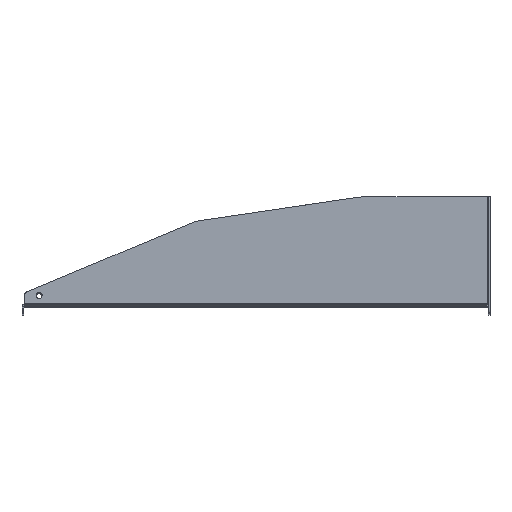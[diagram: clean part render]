
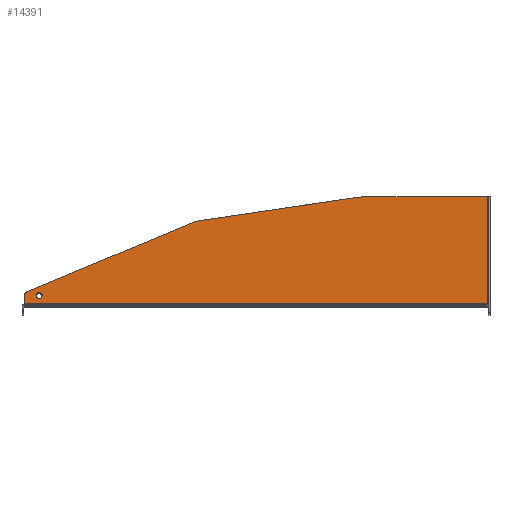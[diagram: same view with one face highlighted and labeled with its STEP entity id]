
A CAD part, top view. The second image highlights one B-rep face of the part: STEP entity #14391.
In plain terms, the highlighted planar face has unit normal (0, 0, 1).
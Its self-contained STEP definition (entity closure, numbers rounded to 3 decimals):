
#415 = DIRECTION ( 'NONE',  ( -1., 0., 0. ) ) ;
#439 = CIRCLE ( 'NONE', #4657, 2.5 ) ;
#501 = CARTESIAN_POINT ( 'NONE',  ( -174.265, 9.142, 274.55 ) ) ;
#666 = VERTEX_POINT ( 'NONE', #9107 ) ;
#727 = CARTESIAN_POINT ( 'NONE',  ( 175.8, 0.5, 274.55 ) ) ;
#1387 = LINE ( 'NONE', #5429, #1763 ) ;
#1392 = ORIENTED_EDGE ( 'NONE', *, *, #17917, .T. ) ;
#1452 = CARTESIAN_POINT ( 'NONE',  ( 175.8, 81.4, 274.55 ) ) ;
#1495 = VERTEX_POINT ( 'NONE', #2439 ) ;
#1551 = EDGE_CURVE ( 'NONE', #20370, #1495, #16920, .T. ) ;
#1763 = VECTOR ( 'NONE', #13669, 1000. ) ;
#1825 = DIRECTION ( 'NONE',  ( 0., 0., 1. ) ) ;
#1854 = DIRECTION ( 'NONE',  ( 0., 1., 0. ) ) ;
#2177 = VERTEX_POINT ( 'NONE', #15142 ) ;
#2439 = CARTESIAN_POINT ( 'NONE',  ( -167.05, 6.5, 274.55 ) ) ;
#2735 = VERTEX_POINT ( 'NONE', #1452 ) ;
#3462 = CARTESIAN_POINT ( 'NONE',  ( -173.3, 6.836, 274.55 ) ) ;
#3603 = AXIS2_PLACEMENT_3D ( 'NONE', #4725, #14839, #11533 ) ;
#3617 = VECTOR ( 'NONE', #18203, 1000. ) ;
#4102 = VERTEX_POINT ( 'NONE', #21299 ) ;
#4427 = ORIENTED_EDGE ( 'NONE', *, *, #17694, .T. ) ;
#4483 = DIRECTION ( 'NONE',  ( 1., 0., 0. ) ) ;
#4657 = AXIS2_PLACEMENT_3D ( 'NONE', #3462, #1825, #5106 ) ;
#4725 = CARTESIAN_POINT ( 'NONE',  ( -164.8, 6.5, 274.55 ) ) ;
#4927 = VERTEX_POINT ( 'NONE', #14243 ) ;
#5086 = CARTESIAN_POINT ( 'NONE',  ( 175.3, 0.5, 274.55 ) ) ;
#5106 = DIRECTION ( 'NONE',  ( -1., 0., 0. ) ) ;
#5137 = LINE ( 'NONE', #18519, #14513 ) ;
#5191 = EDGE_CURVE ( 'NONE', #666, #2177, #20632, .T. ) ;
#5242 = CARTESIAN_POINT ( 'NONE',  ( -175.8, 0.5, 274.55 ) ) ;
#5283 = DIRECTION ( 'NONE',  ( -0.997, -0.073, 0. ) ) ;
#5429 = CARTESIAN_POINT ( 'NONE',  ( -175.8, 0.5, 274.55 ) ) ;
#5570 = EDGE_CURVE ( 'NONE', #10211, #13014, #11409, .T. ) ;
#6437 = CARTESIAN_POINT ( 'NONE',  ( 0., 0., 274.55 ) ) ;
#6540 = FACE_BOUND ( 'NONE', #15911, .T. ) ;
#6909 = ORIENTED_EDGE ( 'NONE', *, *, #20050, .F. ) ;
#6978 = VECTOR ( 'NONE', #15861, 1000. ) ;
#7072 = VERTEX_POINT ( 'NONE', #9644 ) ;
#7387 = ORIENTED_EDGE ( 'NONE', *, *, #20595, .F. ) ;
#7394 = LINE ( 'NONE', #17385, #6978 ) ;
#7535 = EDGE_CURVE ( 'NONE', #4102, #13014, #7955, .T. ) ;
#7877 = DIRECTION ( 'NONE',  ( 0., 0., 1. ) ) ;
#7955 = LINE ( 'NONE', #20017, #8757 ) ;
#8415 = ORIENTED_EDGE ( 'NONE', *, *, #7535, .T. ) ;
#8750 = CIRCLE ( 'NONE', #20305, 2.25 ) ;
#8757 = VECTOR ( 'NONE', #18162, 1000. ) ;
#9107 = CARTESIAN_POINT ( 'NONE',  ( 81.2, 81.4, 274.55 ) ) ;
#9644 = CARTESIAN_POINT ( 'NONE',  ( -175.8, 0.5, 274.55 ) ) ;
#9737 = VECTOR ( 'NONE', #16353, 1000. ) ;
#9976 = CARTESIAN_POINT ( 'NONE',  ( -175.8, 8.5, 274.55 ) ) ;
#10211 = VERTEX_POINT ( 'NONE', #501 ) ;
#10724 = CARTESIAN_POINT ( 'NONE',  ( -162.55, 6.5, 274.55 ) ) ;
#11388 = FACE_OUTER_BOUND ( 'NONE', #12572, .T. ) ;
#11409 = LINE ( 'NONE', #9976, #9737 ) ;
#11533 = DIRECTION ( 'NONE',  ( 1., 0., 0. ) ) ;
#11795 = VERTEX_POINT ( 'NONE', #5086 ) ;
#11817 = VECTOR ( 'NONE', #5283, 1000. ) ;
#12572 = EDGE_LOOP ( 'NONE', ( #19815, #8415, #16744, #12662, #4427, #18620, #7387, #1392, #20920, #20880 ) ) ;
#12662 = ORIENTED_EDGE ( 'NONE', *, *, #16553, .T. ) ;
#12934 = CARTESIAN_POINT ( 'NONE',  ( -164.8, 6.5, 274.55 ) ) ;
#13014 = VERTEX_POINT ( 'NONE', #17423 ) ;
#13019 = CARTESIAN_POINT ( 'NONE',  ( 0., 81.4, 274.55 ) ) ;
#13137 = DIRECTION ( 'NONE',  ( 0., 0., -1. ) ) ;
#13154 = LINE ( 'NONE', #16563, #3617 ) ;
#13243 = DIRECTION ( 'NONE',  ( 0., -1., 0. ) ) ;
#13669 = DIRECTION ( 'NONE',  ( -1., 0., 0. ) ) ;
#14243 = CARTESIAN_POINT ( 'NONE',  ( -175.8, 6.836, 274.55 ) ) ;
#14391 = ADVANCED_FACE ( 'NONE', ( #6540, #11388 ), #21473, .F. ) ;
#14513 = VECTOR ( 'NONE', #1854, 1000. ) ;
#14556 = LINE ( 'NONE', #13019, #17348 ) ;
#14682 = VERTEX_POINT ( 'NONE', #727 ) ;
#14839 = DIRECTION ( 'NONE',  ( 0., 0., 1. ) ) ;
#15142 = CARTESIAN_POINT ( 'NONE',  ( 77.222, 81.107, 274.55 ) ) ;
#15457 = LINE ( 'NONE', #5242, #18895 ) ;
#15861 = DIRECTION ( 'NONE',  ( 0.989, 0.146, 0. ) ) ;
#15911 = EDGE_LOOP ( 'NONE', ( #18278, #6909 ) ) ;
#16353 = DIRECTION ( 'NONE',  ( 0.922, 0.386, 0. ) ) ;
#16553 = EDGE_CURVE ( 'NONE', #10211, #4927, #439, .T. ) ;
#16563 = CARTESIAN_POINT ( 'NONE',  ( -175.8, 0., 274.55 ) ) ;
#16744 = ORIENTED_EDGE ( 'NONE', *, *, #5570, .F. ) ;
#16920 = CIRCLE ( 'NONE', #3603, 2.25 ) ;
#17348 = VECTOR ( 'NONE', #17732, 1000. ) ;
#17385 = CARTESIAN_POINT ( 'NONE',  ( -45.8, 62.9, 274.55 ) ) ;
#17423 = CARTESIAN_POINT ( 'NONE',  ( -47.645, 62.128, 274.55 ) ) ;
#17694 = EDGE_CURVE ( 'NONE', #4927, #7072, #13154, .T. ) ;
#17732 = DIRECTION ( 'NONE',  ( -1., 0., 0. ) ) ;
#17917 = EDGE_CURVE ( 'NONE', #14682, #2735, #5137, .T. ) ;
#18162 = DIRECTION ( 'NONE',  ( -0.963, -0.268, 0. ) ) ;
#18203 = DIRECTION ( 'NONE',  ( 0., -1., 0. ) ) ;
#18219 = AXIS2_PLACEMENT_3D ( 'NONE', #6437, #13137, #13243 ) ;
#18278 = ORIENTED_EDGE ( 'NONE', *, *, #1551, .F. ) ;
#18519 = CARTESIAN_POINT ( 'NONE',  ( 175.8, 0., 274.55 ) ) ;
#18620 = ORIENTED_EDGE ( 'NONE', *, *, #20200, .F. ) ;
#18876 = CARTESIAN_POINT ( 'NONE',  ( 81.2, 81.4, 274.55 ) ) ;
#18895 = VECTOR ( 'NONE', #415, 1000. ) ;
#19200 = EDGE_CURVE ( 'NONE', #2735, #666, #14556, .T. ) ;
#19506 = EDGE_CURVE ( 'NONE', #4102, #2177, #7394, .T. ) ;
#19815 = ORIENTED_EDGE ( 'NONE', *, *, #19506, .F. ) ;
#20017 = CARTESIAN_POINT ( 'NONE',  ( -43.822, 63.193, 274.55 ) ) ;
#20050 = EDGE_CURVE ( 'NONE', #1495, #20370, #8750, .T. ) ;
#20200 = EDGE_CURVE ( 'NONE', #11795, #7072, #15457, .T. ) ;
#20305 = AXIS2_PLACEMENT_3D ( 'NONE', #12934, #7877, #4483 ) ;
#20370 = VERTEX_POINT ( 'NONE', #10724 ) ;
#20595 = EDGE_CURVE ( 'NONE', #14682, #11795, #1387, .T. ) ;
#20632 = LINE ( 'NONE', #18876, #11817 ) ;
#20880 = ORIENTED_EDGE ( 'NONE', *, *, #5191, .T. ) ;
#20920 = ORIENTED_EDGE ( 'NONE', *, *, #19200, .T. ) ;
#21299 = CARTESIAN_POINT ( 'NONE',  ( -43.822, 63.193, 274.55 ) ) ;
#21473 = PLANE ( 'NONE',  #18219 ) ;
